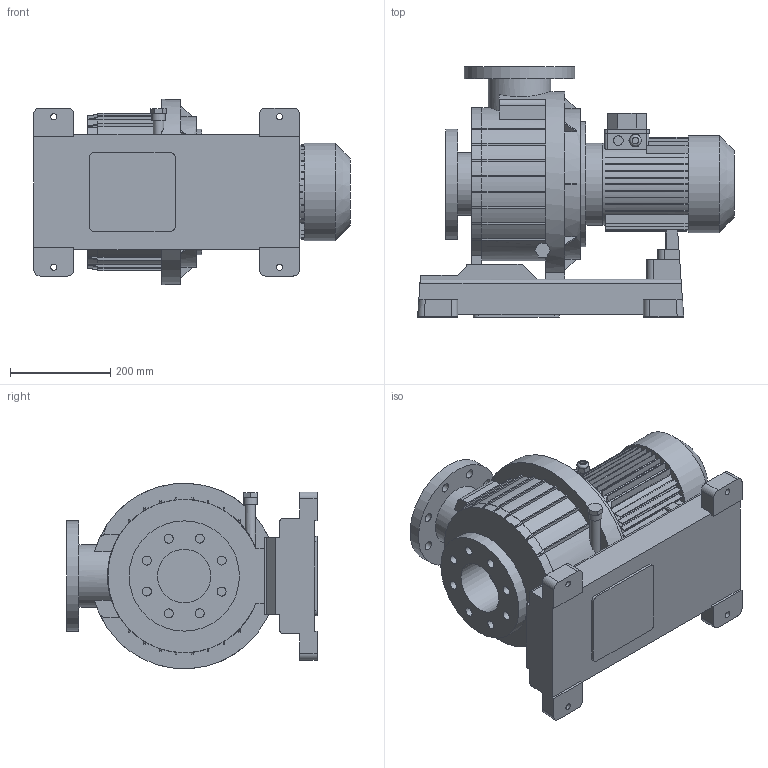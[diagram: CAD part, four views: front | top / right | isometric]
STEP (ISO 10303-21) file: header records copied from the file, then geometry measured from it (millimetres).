
FILE_DESCRIPTION(/* description */ ('Unknown'),/* implementation_level */ '2;1');
FILE_NAME(/* name */ 'KONTRA 400',/* time_stamp */ '2018-10-21T18:10:59+02:00',/* author */ ('Unknown'),/* organization */ ('Unknown'),/* preprocessor_version */ 'ST-DEVELOPER v16.7',/* originating_system */ 'DEX',/* authorisation */ $);
FILE_SCHEMA (('AUTOMOTIVE_DESIGN {1 0 10303 214 3 1 1}'));
Length unit declared in the file: millimetre
Products named in the file (1): KONTRA 400
Bounding box: 631.85 x 499 x 369.55 mm (x, y, z)
Volume: 37310403.6 mm3; surface area: 1439038.8 mm2
Topology: 1 solids, 2 shells, 520 faces, 1454 edges, 956 vertices
Faces by surface type: plane 389, cylinder 113, cone 17, torus 1
Full cylindrical faces by diameter (mm): 12.5 x4, 13 x1, 18 x16, 19 x2, 20 x2, 21 x3, 23 x1, 27 x1, 106.5 x1, 108 x1, 125 x2, 163 x1, 164 x1, 194 x1, 220 x2, 250 x1, 300 x1
Entity records: 20144 total; most frequent: CARTESIAN_POINT 3049, ORIENTED_EDGE 2780, DIRECTION 2761, EDGE_CURVE 1390, LINE 989, VECTOR 989, VERTEX_POINT 935, AXIS2_PLACEMENT_3D 886
